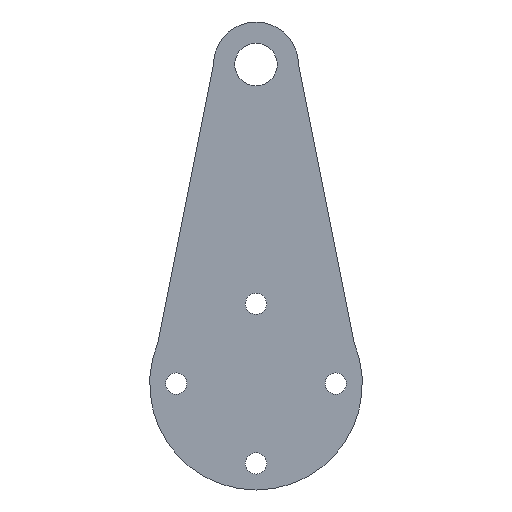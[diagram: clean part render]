
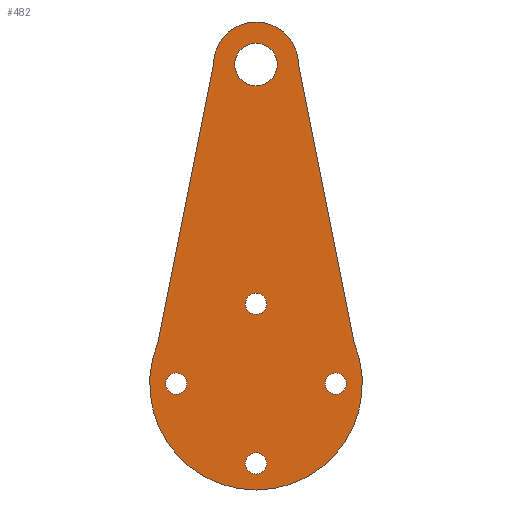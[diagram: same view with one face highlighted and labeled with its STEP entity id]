
A CAD part, front view. The second image highlights one B-rep face of the part: STEP entity #482.
In plain terms, the highlighted planar face has unit normal (0, -1, 0).
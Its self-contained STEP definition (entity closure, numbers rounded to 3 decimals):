
#332=CARTESIAN_POINT('',(0.,0.,30.));
#333=DIRECTION('',(0.,1.,0.));
#334=DIRECTION('',(0.,0.,1.));
#335=AXIS2_PLACEMENT_3D('',#332,#333,#334);
#336=PLANE('',#335);
#337=CARTESIAN_POINT('',(-7.5,0.,1.));
#338=VERTEX_POINT('',#337);
#339=CARTESIAN_POINT('',(-7.5,0.,-1.));
#340=VERTEX_POINT('',#339);
#341=CARTESIAN_POINT('',(-7.5,0.,0.));
#342=DIRECTION('',(0.,1.,0.));
#343=DIRECTION('',(0.,-0.,1.));
#344=AXIS2_PLACEMENT_3D('',#341,#342,#343);
#345=CIRCLE('',#344,1.);
#346=EDGE_CURVE('',#338,#340,#345,.T.);
#347=ORIENTED_EDGE('',*,*,#346,.T.);
#348=CARTESIAN_POINT('',(-7.5,0.,0.));
#349=DIRECTION('',(0.,1.,0.));
#350=DIRECTION('',(0.,-0.,1.));
#351=AXIS2_PLACEMENT_3D('',#348,#349,#350);
#352=CIRCLE('',#351,1.);
#353=EDGE_CURVE('',#340,#338,#352,.T.);
#354=ORIENTED_EDGE('',*,*,#353,.T.);
#355=EDGE_LOOP('',(#347,#354));
#356=FACE_BOUND('',#355,.T.);
#357=CARTESIAN_POINT('',(7.5,0.,1.));
#358=VERTEX_POINT('',#357);
#359=CARTESIAN_POINT('',(7.5,0.,-1.));
#360=VERTEX_POINT('',#359);
#361=CARTESIAN_POINT('',(7.5,0.,0.));
#362=DIRECTION('',(0.,1.,0.));
#363=DIRECTION('',(0.,-0.,1.));
#364=AXIS2_PLACEMENT_3D('',#361,#362,#363);
#365=CIRCLE('',#364,1.);
#366=EDGE_CURVE('',#358,#360,#365,.T.);
#367=ORIENTED_EDGE('',*,*,#366,.T.);
#368=CARTESIAN_POINT('',(7.5,0.,0.));
#369=DIRECTION('',(0.,1.,0.));
#370=DIRECTION('',(0.,-0.,1.));
#371=AXIS2_PLACEMENT_3D('',#368,#369,#370);
#372=CIRCLE('',#371,1.);
#373=EDGE_CURVE('',#360,#358,#372,.T.);
#374=ORIENTED_EDGE('',*,*,#373,.T.);
#375=EDGE_LOOP('',(#367,#374));
#376=FACE_BOUND('',#375,.T.);
#377=CARTESIAN_POINT('',(-4.,0.,30.));
#378=VERTEX_POINT('',#377);
#379=CARTESIAN_POINT('',(4.,0.,30.));
#380=VERTEX_POINT('',#379);
#381=CARTESIAN_POINT('',(0.,0.,30.));
#382=DIRECTION('',(0.,1.,0.));
#383=DIRECTION('',(0.,-0.,1.));
#384=AXIS2_PLACEMENT_3D('',#381,#382,#383);
#385=CIRCLE('',#384,4.);
#386=EDGE_CURVE('',#378,#380,#385,.T.);
#387=ORIENTED_EDGE('',*,*,#386,.F.);
#388=CARTESIAN_POINT('',(-9.231,0.,3.846));
#389=VERTEX_POINT('',#388);
#390=CARTESIAN_POINT('',(-9.231,0.,3.846));
#391=DIRECTION('',(0.196,0.,0.981));
#392=VECTOR('',#391,26.672);
#393=LINE('',#390,#392);
#394=EDGE_CURVE('',#389,#378,#393,.T.);
#395=ORIENTED_EDGE('',*,*,#394,.F.);
#396=CARTESIAN_POINT('',(0.,0.,-10.));
#397=VERTEX_POINT('',#396);
#398=CARTESIAN_POINT('',(0.,0.,0.));
#399=DIRECTION('',(0.,1.,0.));
#400=DIRECTION('',(0.,-0.,1.));
#401=AXIS2_PLACEMENT_3D('',#398,#399,#400);
#402=CIRCLE('',#401,10.);
#403=EDGE_CURVE('',#397,#389,#402,.T.);
#404=ORIENTED_EDGE('',*,*,#403,.F.);
#405=CARTESIAN_POINT('',(9.231,0.,3.846));
#406=VERTEX_POINT('',#405);
#407=CARTESIAN_POINT('',(0.,0.,0.));
#408=DIRECTION('',(0.,1.,0.));
#409=DIRECTION('',(0.,-0.,1.));
#410=AXIS2_PLACEMENT_3D('',#407,#408,#409);
#411=CIRCLE('',#410,10.);
#412=EDGE_CURVE('',#406,#397,#411,.T.);
#413=ORIENTED_EDGE('',*,*,#412,.F.);
#414=CARTESIAN_POINT('',(4.,0.,30.));
#415=DIRECTION('',(0.196,0.,-0.981));
#416=VECTOR('',#415,26.672);
#417=LINE('',#414,#416);
#418=EDGE_CURVE('',#380,#406,#417,.T.);
#419=ORIENTED_EDGE('',*,*,#418,.F.);
#420=EDGE_LOOP('',(#387,#395,#404,#413,#419));
#421=FACE_BOUND('',#420,.T.);
#422=CARTESIAN_POINT('',(-0.,0.,-6.5));
#423=VERTEX_POINT('',#422);
#424=CARTESIAN_POINT('',(0.,0.,-8.5));
#425=VERTEX_POINT('',#424);
#426=CARTESIAN_POINT('',(0.,0.,-7.5));
#427=DIRECTION('',(0.,1.,0.));
#428=DIRECTION('',(0.,-0.,1.));
#429=AXIS2_PLACEMENT_3D('',#426,#427,#428);
#430=CIRCLE('',#429,1.);
#431=EDGE_CURVE('',#423,#425,#430,.T.);
#432=ORIENTED_EDGE('',*,*,#431,.T.);
#433=CARTESIAN_POINT('',(0.,0.,-7.5));
#434=DIRECTION('',(0.,1.,0.));
#435=DIRECTION('',(0.,-0.,1.));
#436=AXIS2_PLACEMENT_3D('',#433,#434,#435);
#437=CIRCLE('',#436,1.);
#438=EDGE_CURVE('',#425,#423,#437,.T.);
#439=ORIENTED_EDGE('',*,*,#438,.T.);
#440=EDGE_LOOP('',(#432,#439));
#441=FACE_BOUND('',#440,.T.);
#442=CARTESIAN_POINT('',(0.,0.,8.5));
#443=VERTEX_POINT('',#442);
#444=CARTESIAN_POINT('',(0.,0.,6.5));
#445=VERTEX_POINT('',#444);
#446=CARTESIAN_POINT('',(0.,0.,7.5));
#447=DIRECTION('',(0.,1.,0.));
#448=DIRECTION('',(0.,-0.,1.));
#449=AXIS2_PLACEMENT_3D('',#446,#447,#448);
#450=CIRCLE('',#449,1.);
#451=EDGE_CURVE('',#443,#445,#450,.T.);
#452=ORIENTED_EDGE('',*,*,#451,.T.);
#453=CARTESIAN_POINT('',(0.,0.,7.5));
#454=DIRECTION('',(0.,1.,0.));
#455=DIRECTION('',(0.,-0.,1.));
#456=AXIS2_PLACEMENT_3D('',#453,#454,#455);
#457=CIRCLE('',#456,1.);
#458=EDGE_CURVE('',#445,#443,#457,.T.);
#459=ORIENTED_EDGE('',*,*,#458,.T.);
#460=EDGE_LOOP('',(#452,#459));
#461=FACE_BOUND('',#460,.T.);
#462=CARTESIAN_POINT('',(0.,0.,32.));
#463=VERTEX_POINT('',#462);
#464=CARTESIAN_POINT('',(0.,0.,28.));
#465=VERTEX_POINT('',#464);
#466=CARTESIAN_POINT('',(0.,0.,30.));
#467=DIRECTION('',(0.,1.,0.));
#468=DIRECTION('',(0.,-0.,1.));
#469=AXIS2_PLACEMENT_3D('',#466,#467,#468);
#470=CIRCLE('',#469,2.);
#471=EDGE_CURVE('',#463,#465,#470,.T.);
#472=ORIENTED_EDGE('',*,*,#471,.T.);
#473=CARTESIAN_POINT('',(0.,0.,30.));
#474=DIRECTION('',(0.,1.,0.));
#475=DIRECTION('',(0.,-0.,1.));
#476=AXIS2_PLACEMENT_3D('',#473,#474,#475);
#477=CIRCLE('',#476,2.);
#478=EDGE_CURVE('',#465,#463,#477,.T.);
#479=ORIENTED_EDGE('',*,*,#478,.T.);
#480=EDGE_LOOP('',(#472,#479));
#481=FACE_BOUND('',#480,.T.);
#482=ADVANCED_FACE('',(#356,#376,#421,#441,#461,#481),#336,.F.);
